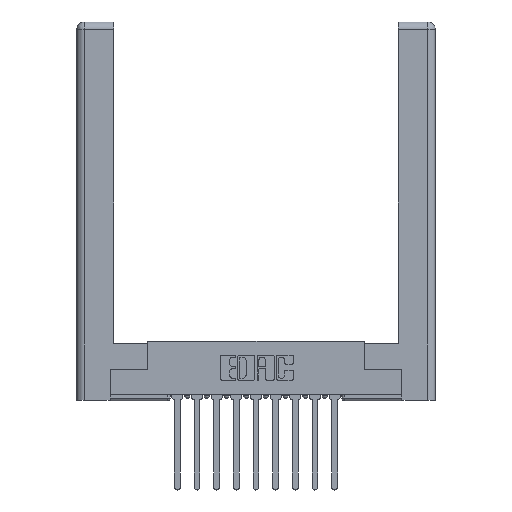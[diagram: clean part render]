
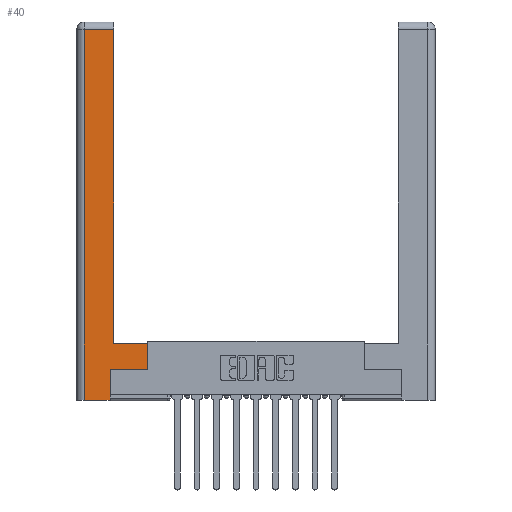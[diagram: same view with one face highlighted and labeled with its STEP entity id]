
A CAD part, top view. The second image highlights one B-rep face of the part: STEP entity #40.
In plain terms, the highlighted planar face has unit normal (0, 0, 1).
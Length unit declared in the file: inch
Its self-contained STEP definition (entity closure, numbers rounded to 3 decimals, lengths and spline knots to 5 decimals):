
#40 = ADVANCED_FACE ( 'NONE', ( #649 ), #4233, .F. ) ;
#146 = DIRECTION ( 'NONE',  ( 0., 1., 0. ) ) ;
#411 = CARTESIAN_POINT ( 'NONE',  ( 0.0615, 0., 0. ) ) ;
#634 = EDGE_CURVE ( 'NONE', #8801, #11480, #13722, .T. ) ;
#649 = FACE_OUTER_BOUND ( 'NONE', #1039, .T. ) ;
#797 = DIRECTION ( 'NONE',  ( 0., 0., -1. ) ) ;
#1039 = EDGE_LOOP ( 'NONE', ( #4423, #4843, #4958, #12880, #11308, #4761, #6884, #12519 ) ) ;
#1295 = DIRECTION ( 'NONE',  ( 1., 0., 0. ) ) ;
#1457 = EDGE_CURVE ( 'NONE', #8902, #6425, #8310, .T. ) ;
#2054 = CARTESIAN_POINT ( 'NONE',  ( 0.295, 3., 0. ) ) ;
#2790 = VERTEX_POINT ( 'NONE', #10254 ) ;
#2806 = VECTOR ( 'NONE', #9768, 39.37008 ) ;
#2847 = VECTOR ( 'NONE', #1295, 39.37008 ) ;
#3175 = CARTESIAN_POINT ( 'NONE',  ( 0.565, 0.45, 0. ) ) ;
#3431 = LINE ( 'NONE', #5701, #13913 ) ;
#3819 = EDGE_CURVE ( 'NONE', #6872, #8902, #3431, .T. ) ;
#3951 = CARTESIAN_POINT ( 'NONE',  ( 0.265, 0., 0. ) ) ;
#4012 = CARTESIAN_POINT ( 'NONE',  ( 0.265, 0.245, 0. ) ) ;
#4128 = CARTESIAN_POINT ( 'NONE',  ( 0.0615, 0., 0. ) ) ;
#4233 = PLANE ( 'NONE',  #5874 ) ;
#4423 = ORIENTED_EDGE ( 'NONE', *, *, #8442, .T. ) ;
#4425 = CARTESIAN_POINT ( 'NONE',  ( 0.565, 0.245, 0. ) ) ;
#4516 = CARTESIAN_POINT ( 'NONE',  ( 0.565, 0.245, 0. ) ) ;
#4761 = ORIENTED_EDGE ( 'NONE', *, *, #13598, .T. ) ;
#4843 = ORIENTED_EDGE ( 'NONE', *, *, #12015, .T. ) ;
#4958 = ORIENTED_EDGE ( 'NONE', *, *, #10077, .T. ) ;
#5329 = CARTESIAN_POINT ( 'NONE',  ( 0.265, 0.245, 0. ) ) ;
#5378 = EDGE_CURVE ( 'NONE', #11480, #9693, #7575, .T. ) ;
#5469 = CARTESIAN_POINT ( 'NONE',  ( 0.0615, 2.94, 0. ) ) ;
#5554 = CARTESIAN_POINT ( 'NONE',  ( 0.295, 2.94, 0. ) ) ;
#5701 = CARTESIAN_POINT ( 'NONE',  ( 0.565, 0.45, 0. ) ) ;
#5874 = AXIS2_PLACEMENT_3D ( 'NONE', #6359, #797, #11644 ) ;
#6190 = LINE ( 'NONE', #411, #8457 ) ;
#6359 = CARTESIAN_POINT ( 'NONE',  ( 0., 0., 0. ) ) ;
#6420 = LINE ( 'NONE', #5469, #7333 ) ;
#6425 = VERTEX_POINT ( 'NONE', #14078 ) ;
#6633 = DIRECTION ( 'NONE',  ( -1., 0., 0. ) ) ;
#6809 = CARTESIAN_POINT ( 'NONE',  ( 0.295, 0.45, 0. ) ) ;
#6872 = VERTEX_POINT ( 'NONE', #4516 ) ;
#6884 = ORIENTED_EDGE ( 'NONE', *, *, #3819, .T. ) ;
#7047 = VECTOR ( 'NONE', #8669, 39.37008 ) ;
#7333 = VECTOR ( 'NONE', #6633, 39.37008 ) ;
#7553 = DIRECTION ( 'NONE',  ( 1., 0., 0. ) ) ;
#7575 = LINE ( 'NONE', #5329, #2806 ) ;
#8310 = LINE ( 'NONE', #6809, #11012 ) ;
#8442 = EDGE_CURVE ( 'NONE', #6425, #9964, #9633, .T. ) ;
#8457 = VECTOR ( 'NONE', #12732, 39.37008 ) ;
#8669 = DIRECTION ( 'NONE',  ( 0., 1., 0. ) ) ;
#8801 = VERTEX_POINT ( 'NONE', #4128 ) ;
#8902 = VERTEX_POINT ( 'NONE', #3175 ) ;
#9633 = LINE ( 'NONE', #2054, #7047 ) ;
#9693 = VERTEX_POINT ( 'NONE', #4012 ) ;
#9768 = DIRECTION ( 'NONE',  ( 0., 1., 0. ) ) ;
#9964 = VERTEX_POINT ( 'NONE', #5554 ) ;
#10077 = EDGE_CURVE ( 'NONE', #2790, #8801, #6190, .T. ) ;
#10216 = DIRECTION ( 'NONE',  ( -1., 0., 0. ) ) ;
#10254 = CARTESIAN_POINT ( 'NONE',  ( 0.0615, 2.94, 0. ) ) ;
#11012 = VECTOR ( 'NONE', #10216, 39.37008 ) ;
#11308 = ORIENTED_EDGE ( 'NONE', *, *, #5378, .T. ) ;
#11463 = CARTESIAN_POINT ( 'NONE',  ( 0.265, 0., 0. ) ) ;
#11480 = VERTEX_POINT ( 'NONE', #3951 ) ;
#11644 = DIRECTION ( 'NONE',  ( -1., 0., 0. ) ) ;
#11780 = VECTOR ( 'NONE', #7553, 39.37008 ) ;
#12015 = EDGE_CURVE ( 'NONE', #9964, #2790, #6420, .T. ) ;
#12519 = ORIENTED_EDGE ( 'NONE', *, *, #1457, .T. ) ;
#12732 = DIRECTION ( 'NONE',  ( 0., -1., 0. ) ) ;
#12880 = ORIENTED_EDGE ( 'NONE', *, *, #634, .T. ) ;
#13153 = LINE ( 'NONE', #4425, #11780 ) ;
#13598 = EDGE_CURVE ( 'NONE', #9693, #6872, #13153, .T. ) ;
#13722 = LINE ( 'NONE', #11463, #2847 ) ;
#13913 = VECTOR ( 'NONE', #146, 39.37008 ) ;
#14078 = CARTESIAN_POINT ( 'NONE',  ( 0.295, 0.45, 0. ) ) ;
